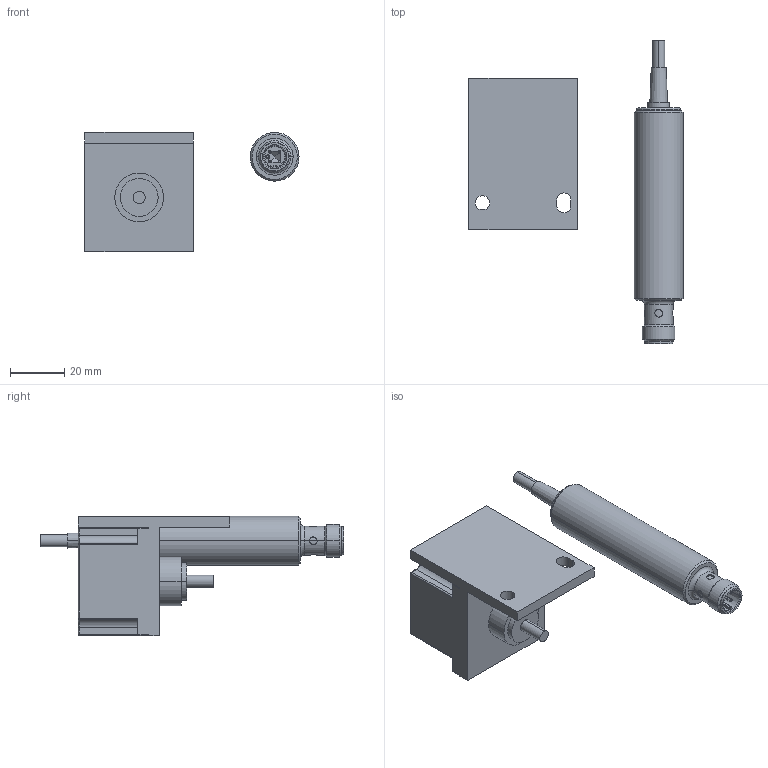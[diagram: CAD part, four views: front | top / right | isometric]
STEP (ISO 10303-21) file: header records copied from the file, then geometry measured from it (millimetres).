
FILE_DESCRIPTION((''),'2;1');
FILE_NAME('CAD-0301A_ASM','2020-09-24T08:20:59',('creinig-se'),(''),'CREO PARAMETRIC BY PTC INC, 2019292','CREO PARAMETRIC BY PTC INC, 2019292','');
FILE_SCHEMA(('CONFIG_CONTROL_DESIGN','SHAPE_APPEARANCE_LAYERS_GROUPS'));
Length unit declared in the file: millimetre
Products named in the file (3): CAD-0301; CAD-0301A_SLEEVE_SW0001; CAD-0301A_ASM
Assembly tree (2 placements, depth 2):
  CAD-0301A_ASM
    CAD-0301
    CAD-0301A_SLEEVE_SW0001
Bounding box: 79 x 112 x 44 mm (x, y, z)
Volume: 75541.7 mm3; surface area: 19074.7 mm2
Topology: 2 solids, 2 shells, 360 faces, 992 edges, 663 vertices
Faces by surface type: plane 192, cylinder 99, cone 36, sphere 16, torus 15, bspline 2
Entity records: 14732 total; most frequent: CARTESIAN_POINT 2679, DIRECTION 1959, ORIENTED_EDGE 1912, EDGE_CURVE 956, AXIS2_PLACEMENT_3D 676, VERTEX_POINT 619, VECTOR 607, LINE 607
